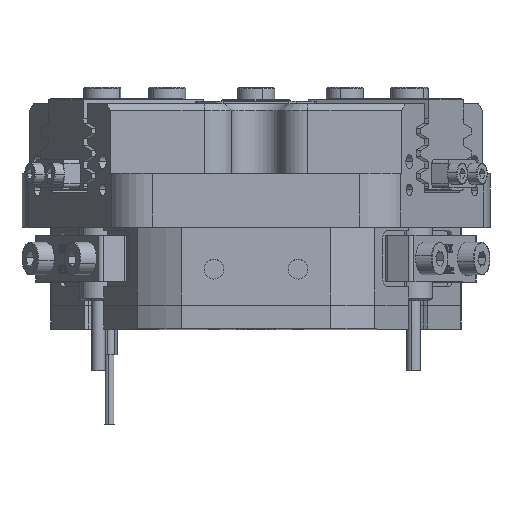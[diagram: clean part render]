
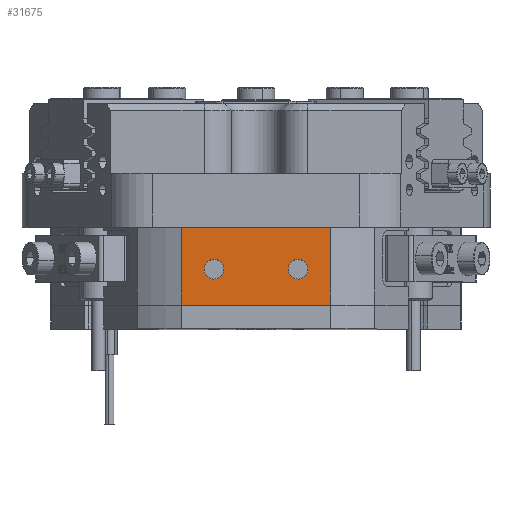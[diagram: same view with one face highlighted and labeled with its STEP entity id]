
A CAD part, top view. The second image highlights one B-rep face of the part: STEP entity #31675.
In plain terms, the highlighted planar face has unit normal (0, 0, 1).
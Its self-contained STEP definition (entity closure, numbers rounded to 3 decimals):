
#274 = ORIENTED_EDGE ( 'NONE', *, *, #37189, .F. ) ;
#828 = EDGE_LOOP ( 'NONE', ( #8982, #274 ) ) ;
#1099 = DIRECTION ( 'NONE',  ( 0., 0., 1. ) ) ;
#1137 = AXIS2_PLACEMENT_3D ( 'NONE', #8399, #22081, #31152 ) ;
#1456 = DIRECTION ( 'NONE',  ( -1., 0., 0. ) ) ;
#1950 = PLANE ( 'NONE',  #9578 ) ;
#4080 = CIRCLE ( 'NONE', #19057, 2.1 ) ;
#4719 = DIRECTION ( 'NONE',  ( -1., 0., 0. ) ) ;
#5094 = CARTESIAN_POINT ( 'NONE',  ( 15.969, 16.7, 41. ) ) ;
#8399 = CARTESIAN_POINT ( 'NONE',  ( 9., 7.7, 41. ) ) ;
#8400 = ORIENTED_EDGE ( 'NONE', *, *, #42515, .F. ) ;
#8982 = ORIENTED_EDGE ( 'NONE', *, *, #9539, .F. ) ;
#9415 = ORIENTED_EDGE ( 'NONE', *, *, #12919, .F. ) ;
#9539 = EDGE_CURVE ( 'NONE', #20141, #41610, #13591, .T. ) ;
#9578 = AXIS2_PLACEMENT_3D ( 'NONE', #52261, #37973, #25105 ) ;
#9847 = DIRECTION ( 'NONE',  ( 0., 1., 0. ) ) ;
#11886 = VERTEX_POINT ( 'NONE', #50597 ) ;
#12393 = ORIENTED_EDGE ( 'NONE', *, *, #56981, .T. ) ;
#12919 = EDGE_CURVE ( 'NONE', #20579, #11886, #15284, .T. ) ;
#13591 = CIRCLE ( 'NONE', #1137, 2.1 ) ;
#13831 = CARTESIAN_POINT ( 'NONE',  ( -71.014, 0., 41. ) ) ;
#15284 = CIRCLE ( 'NONE', #30117, 2.1 ) ;
#16423 = LINE ( 'NONE', #5094, #28458 ) ;
#18627 = CARTESIAN_POINT ( 'NONE',  ( 11.1, 7.7, 41. ) ) ;
#19057 = AXIS2_PLACEMENT_3D ( 'NONE', #45193, #45770, #31700 ) ;
#19547 = CARTESIAN_POINT ( 'NONE',  ( 9., 7.7, 41. ) ) ;
#20141 = VERTEX_POINT ( 'NONE', #18627 ) ;
#20244 = VERTEX_POINT ( 'NONE', #23928 ) ;
#20579 = VERTEX_POINT ( 'NONE', #27453 ) ;
#21046 = ORIENTED_EDGE ( 'NONE', *, *, #34910, .F. ) ;
#21151 = CIRCLE ( 'NONE', #24937, 2.1 ) ;
#21163 = DIRECTION ( 'NONE',  ( 0., -1., 0. ) ) ;
#22081 = DIRECTION ( 'NONE',  ( 0., 0., 1. ) ) ;
#22310 = FACE_BOUND ( 'NONE', #828, .T. ) ;
#23928 = CARTESIAN_POINT ( 'NONE',  ( 15.969, 0., 41. ) ) ;
#24421 = EDGE_LOOP ( 'NONE', ( #41076, #21046, #46880, #12393 ) ) ;
#24590 = LINE ( 'NONE', #58036, #57267 ) ;
#24937 = AXIS2_PLACEMENT_3D ( 'NONE', #19547, #1099, #33159 ) ;
#25105 = DIRECTION ( 'NONE',  ( 1., 0., 0. ) ) ;
#26509 = VERTEX_POINT ( 'NONE', #52608 ) ;
#27453 = CARTESIAN_POINT ( 'NONE',  ( -11.1, 7.7, 41. ) ) ;
#28458 = VECTOR ( 'NONE', #9847, 1000. ) ;
#30117 = AXIS2_PLACEMENT_3D ( 'NONE', #32241, #42142, #55838 ) ;
#31152 = DIRECTION ( 'NONE',  ( 1., 0., 0. ) ) ;
#31675 = ADVANCED_FACE ( 'NONE', ( #34392, #22310, #42912 ), #1950, .T. ) ;
#31700 = DIRECTION ( 'NONE',  ( 1., 0., 0. ) ) ;
#32241 = CARTESIAN_POINT ( 'NONE',  ( -9., 7.7, 41. ) ) ;
#32458 = CARTESIAN_POINT ( 'NONE',  ( -15.969, 16.7, 41. ) ) ;
#32968 = VECTOR ( 'NONE', #1456, 1000. ) ;
#33159 = DIRECTION ( 'NONE',  ( 1., 0., 0. ) ) ;
#33217 = VERTEX_POINT ( 'NONE', #32458 ) ;
#34392 = FACE_BOUND ( 'NONE', #46086, .T. ) ;
#34910 = EDGE_CURVE ( 'NONE', #20244, #26509, #35487, .T. ) ;
#35487 = LINE ( 'NONE', #13831, #42572 ) ;
#36977 = CARTESIAN_POINT ( 'NONE',  ( 6.9, 7.7, 41. ) ) ;
#37189 = EDGE_CURVE ( 'NONE', #41610, #20141, #21151, .T. ) ;
#37973 = DIRECTION ( 'NONE',  ( 0., 0., 1. ) ) ;
#41076 = ORIENTED_EDGE ( 'NONE', *, *, #46124, .T. ) ;
#41610 = VERTEX_POINT ( 'NONE', #36977 ) ;
#42142 = DIRECTION ( 'NONE',  ( 0., 0., 1. ) ) ;
#42515 = EDGE_CURVE ( 'NONE', #11886, #20579, #4080, .T. ) ;
#42572 = VECTOR ( 'NONE', #4719, 1000. ) ;
#42912 = FACE_OUTER_BOUND ( 'NONE', #24421, .T. ) ;
#45022 = LINE ( 'NONE', #45994, #32968 ) ;
#45193 = CARTESIAN_POINT ( 'NONE',  ( -9., 7.7, 41. ) ) ;
#45770 = DIRECTION ( 'NONE',  ( 0., 0., 1. ) ) ;
#45994 = CARTESIAN_POINT ( 'NONE',  ( -71.014, 16.7, 41. ) ) ;
#46086 = EDGE_LOOP ( 'NONE', ( #8400, #9415 ) ) ;
#46124 = EDGE_CURVE ( 'NONE', #33217, #26509, #24590, .T. ) ;
#46880 = ORIENTED_EDGE ( 'NONE', *, *, #50050, .T. ) ;
#50050 = EDGE_CURVE ( 'NONE', #20244, #52418, #16423, .T. ) ;
#50597 = CARTESIAN_POINT ( 'NONE',  ( -6.9, 7.7, 41. ) ) ;
#52261 = CARTESIAN_POINT ( 'NONE',  ( -71.014, 276.72, 41. ) ) ;
#52418 = VERTEX_POINT ( 'NONE', #58644 ) ;
#52608 = CARTESIAN_POINT ( 'NONE',  ( -15.969, 0., 41. ) ) ;
#55838 = DIRECTION ( 'NONE',  ( 1., 0., 0. ) ) ;
#56981 = EDGE_CURVE ( 'NONE', #52418, #33217, #45022, .T. ) ;
#57267 = VECTOR ( 'NONE', #21163, 1000. ) ;
#58036 = CARTESIAN_POINT ( 'NONE',  ( -15.969, 16.7, 41. ) ) ;
#58644 = CARTESIAN_POINT ( 'NONE',  ( 15.969, 16.7, 41. ) ) ;
